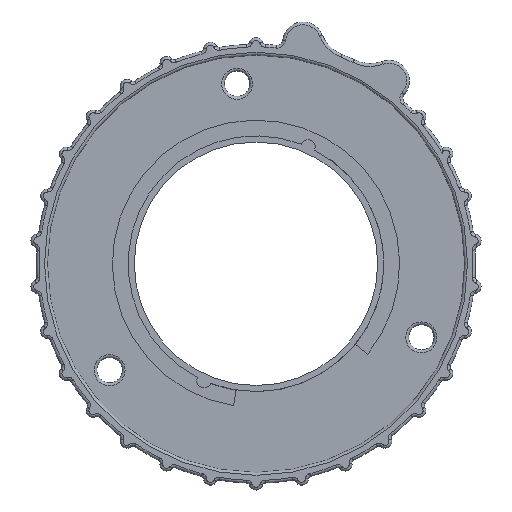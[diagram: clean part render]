
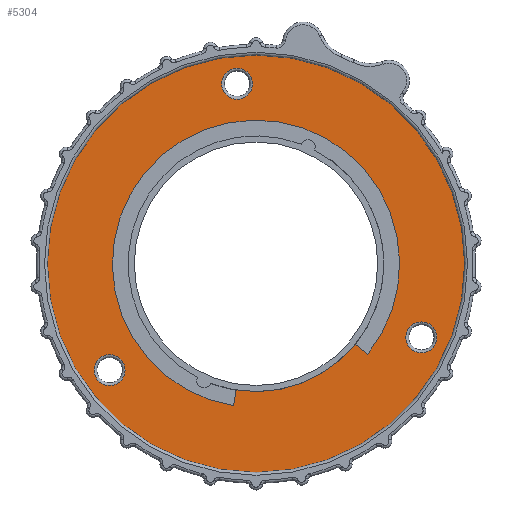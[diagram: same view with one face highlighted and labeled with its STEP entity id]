
A CAD part, front view. The second image highlights one B-rep face of the part: STEP entity #5304.
In plain terms, the highlighted planar face has unit normal (0, -1, 0).
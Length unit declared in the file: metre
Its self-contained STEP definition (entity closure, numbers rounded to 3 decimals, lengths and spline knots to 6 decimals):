
#377=LINE('',#10145,#504);
#378=LINE('',#10150,#505);
#504=VECTOR('',#7959,1.);
#505=VECTOR('',#7962,1.);
#1340=ORIENTED_EDGE('',*,*,#2919,.T.);
#1341=ORIENTED_EDGE('',*,*,#2920,.T.);
#1342=ORIENTED_EDGE('',*,*,#2921,.T.);
#1343=ORIENTED_EDGE('',*,*,#2922,.F.);
#1344=ORIENTED_EDGE('',*,*,#2923,.F.);
#1345=ORIENTED_EDGE('',*,*,#2924,.F.);
#1346=ORIENTED_EDGE('',*,*,#2925,.F.);
#1347=ORIENTED_EDGE('',*,*,#2918,.T.);
#2918=EDGE_CURVE('',#3650,#3650,#4142,.T.);
#2919=EDGE_CURVE('',#3651,#3651,#4143,.F.);
#2920=EDGE_CURVE('',#3652,#3652,#4144,.F.);
#2921=EDGE_CURVE('',#3653,#3653,#4145,.F.);
#2922=EDGE_CURVE('',#3654,#3655,#377,.T.);
#2923=EDGE_CURVE('',#3656,#3654,#4146,.T.);
#2924=EDGE_CURVE('',#3657,#3656,#378,.T.);
#2925=EDGE_CURVE('',#3655,#3657,#4147,.T.);
#3650=VERTEX_POINT('',#10137);
#3651=VERTEX_POINT('',#10140);
#3652=VERTEX_POINT('',#10142);
#3653=VERTEX_POINT('',#10144);
#3654=VERTEX_POINT('',#10146);
#3655=VERTEX_POINT('',#10147);
#3656=VERTEX_POINT('',#10149);
#3657=VERTEX_POINT('',#10151);
#4142=CIRCLE('',#6155,0.014643);
#4143=CIRCLE('',#6157,0.001087);
#4144=CIRCLE('',#6158,0.001087);
#4145=CIRCLE('',#6159,0.001087);
#4146=CIRCLE('',#6160,0.010077);
#4147=CIRCLE('',#6161,0.008973);
#4517=EDGE_LOOP('',(#1340));
#4518=EDGE_LOOP('',(#1341));
#4519=EDGE_LOOP('',(#1342));
#4520=EDGE_LOOP('',(#1343,#1344,#1345,#1346));
#4521=EDGE_LOOP('',(#1347));
#4910=FACE_BOUND('',#4517,.T.);
#4911=FACE_BOUND('',#4518,.T.);
#4912=FACE_BOUND('',#4519,.T.);
#4913=FACE_BOUND('',#4520,.T.);
#4914=FACE_BOUND('',#4521,.T.);
#5180=PLANE('',#6156);
#5304=ADVANCED_FACE('',(#4910,#4911,#4912,#4913,#4914),#5180,.T.);
#6155=AXIS2_PLACEMENT_3D('',#10136,#7949,#7950);
#6156=AXIS2_PLACEMENT_3D('',#10138,#7951,#7952);
#6157=AXIS2_PLACEMENT_3D('',#10139,#7953,#7954);
#6158=AXIS2_PLACEMENT_3D('',#10141,#7955,#7956);
#6159=AXIS2_PLACEMENT_3D('',#10143,#7957,#7958);
#6160=AXIS2_PLACEMENT_3D('',#10148,#7960,#7961);
#6161=AXIS2_PLACEMENT_3D('',#10152,#7963,#7964);
#7949=DIRECTION('',(0.,-1.,0.));
#7950=DIRECTION('',(1.,0.,0.));
#7951=DIRECTION('',(0.,-1.,0.));
#7952=DIRECTION('',(1.,0.,0.));
#7953=DIRECTION('',(0.,-1.,0.));
#7954=DIRECTION('',(1.,0.,0.));
#7955=DIRECTION('',(0.,-1.,0.));
#7956=DIRECTION('',(1.,0.,0.));
#7957=DIRECTION('',(0.,-1.,0.));
#7958=DIRECTION('',(1.,0.,0.));
#7959=DIRECTION('',(0.157,0.,0.988));
#7960=DIRECTION('',(0.,-1.,0.));
#7961=DIRECTION('',(1.,0.,0.));
#7962=DIRECTION('',(0.777,0.,-0.629));
#7963=DIRECTION('',(0.,-1.,0.));
#7964=DIRECTION('',(1.,0.,0.));
#10136=CARTESIAN_POINT('',(0.,-0.006388,0.));
#10137=CARTESIAN_POINT('',(0.014643,-0.006388,0.));
#10138=CARTESIAN_POINT('',(0.,-0.006388,0.));
#10139=CARTESIAN_POINT('',(-0.010275,-0.006388,-0.007465));
#10140=CARTESIAN_POINT('',(-0.009187,-0.006388,-0.007465));
#10141=CARTESIAN_POINT('',(0.011602,-0.006388,-0.005166));
#10142=CARTESIAN_POINT('',(0.012689,-0.006388,-0.005166));
#10143=CARTESIAN_POINT('',(-0.001328,-0.006388,0.01263));
#10144=CARTESIAN_POINT('',(-0.00024,-0.006388,0.01263));
#10145=CARTESIAN_POINT('',(-0.001404,-0.006388,-0.008862));
#10146=CARTESIAN_POINT('',(-0.001577,-0.006388,-0.009953));
#10147=CARTESIAN_POINT('',(-0.001404,-0.006388,-0.008862));
#10148=CARTESIAN_POINT('',(0.,-0.006388,0.));
#10149=CARTESIAN_POINT('',(0.007831,-0.006388,-0.006343));
#10150=CARTESIAN_POINT('',(0.006973,-0.006388,-0.005647));
#10151=CARTESIAN_POINT('',(0.006973,-0.006388,-0.005647));
#10152=CARTESIAN_POINT('',(0.,-0.006388,0.));
